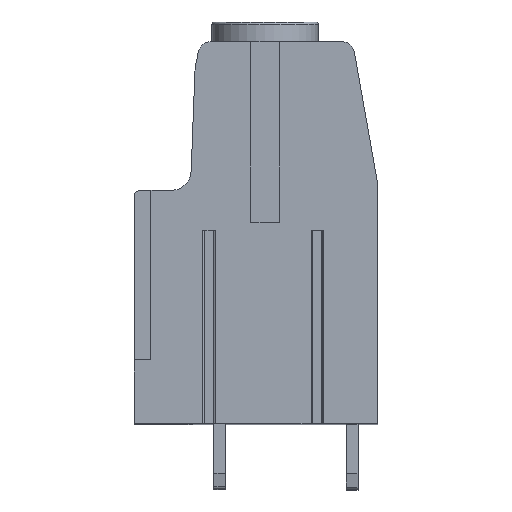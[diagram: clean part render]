
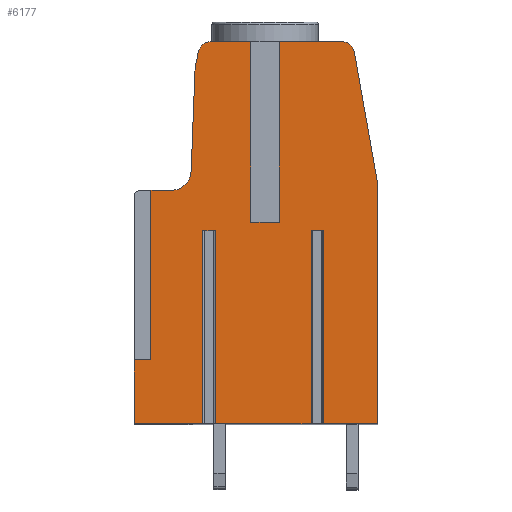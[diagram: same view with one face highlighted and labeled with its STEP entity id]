
A CAD part, top view. The second image highlights one B-rep face of the part: STEP entity #6177.
In plain terms, the highlighted planar face has unit normal (0, 0, 1).
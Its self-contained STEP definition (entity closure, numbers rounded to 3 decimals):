
#16=DIRECTION('',(0.,-1.,0.));
#17=VECTOR('',#16,13.85);
#18=CARTESIAN_POINT('',(1.8,13.9,43.18));
#19=LINE('',#18,#17);
#20=DIRECTION('',(-1.,0.,0.));
#21=VECTOR('',#20,4.762);
#22=CARTESIAN_POINT('',(6.562,13.9,43.18));
#23=LINE('',#22,#21);
#24=CARTESIAN_POINT('',(6.562,12.9,43.18));
#25=DIRECTION('',(0.,0.,1.));
#26=DIRECTION('',(0.985,0.174,0.));
#27=AXIS2_PLACEMENT_3D('',#24,#25,#26);
#29=DIRECTION('',(-0.174,0.985,0.));
#30=VECTOR('',#29,10.381);
#31=CARTESIAN_POINT('',(9.35,2.85,43.18));
#32=LINE('',#31,#30);
#33=DIRECTION('',(0.,1.,0.));
#34=VECTOR('',#33,18.25);
#35=CARTESIAN_POINT('',(9.35,-15.4,43.18));
#36=LINE('',#35,#34);
#37=DIRECTION('',(1.,0.,0.));
#38=VECTOR('',#37,4.173);
#39=CARTESIAN_POINT('',(5.177,-15.4,43.18));
#40=LINE('',#39,#38);
#41=DIRECTION('',(0.,-1.,0.));
#42=VECTOR('',#41,14.8);
#43=CARTESIAN_POINT('',(5.177,-0.6,43.18));
#44=LINE('',#43,#42);
#45=DIRECTION('',(-1.,0.,0.));
#46=VECTOR('',#45,0.955);
#47=CARTESIAN_POINT('',(5.177,-0.6,43.18));
#48=LINE('',#47,#46);
#49=DIRECTION('',(0.,-1.,0.));
#50=VECTOR('',#49,14.8);
#51=CARTESIAN_POINT('',(4.223,-0.6,43.18));
#52=LINE('',#51,#50);
#53=DIRECTION('',(1.,0.,0.));
#54=VECTOR('',#53,7.345);
#55=CARTESIAN_POINT('',(-3.123,-15.4,43.18));
#56=LINE('',#55,#54);
#57=DIRECTION('',(0.,-1.,0.));
#58=VECTOR('',#57,14.8);
#59=CARTESIAN_POINT('',(-3.123,-0.6,43.18));
#60=LINE('',#59,#58);
#61=DIRECTION('',(-1.,0.,0.));
#62=VECTOR('',#61,0.955);
#63=CARTESIAN_POINT('',(-3.123,-0.6,43.18));
#64=LINE('',#63,#62);
#65=DIRECTION('',(0.,-1.,0.));
#66=VECTOR('',#65,14.8);
#67=CARTESIAN_POINT('',(-4.077,-0.6,43.18));
#68=LINE('',#67,#66);
#69=DIRECTION('',(1.,0.,0.));
#70=VECTOR('',#69,5.273);
#71=CARTESIAN_POINT('',(-9.35,-15.4,43.18));
#72=LINE('',#71,#70);
#73=DIRECTION('',(0.,-1.,0.));
#74=VECTOR('',#73,4.9);
#75=CARTESIAN_POINT('',(-9.35,-10.5,43.18));
#76=LINE('',#75,#74);
#77=DIRECTION('',(1.,0.,0.));
#78=VECTOR('',#77,1.3);
#79=CARTESIAN_POINT('',(-9.35,-10.5,43.18));
#80=LINE('',#79,#78);
#81=DIRECTION('',(0.,1.,0.));
#82=VECTOR('',#81,13.);
#83=CARTESIAN_POINT('',(-8.05,-10.5,43.18));
#84=LINE('',#83,#82);
#85=DIRECTION('',(-1.,0.,0.));
#86=VECTOR('',#85,1.578);
#87=CARTESIAN_POINT('',(-6.472,2.5,43.18));
#88=LINE('',#87,#86);
#89=CARTESIAN_POINT('',(-6.472,4.,43.18));
#90=DIRECTION('',(0.,0.,-1.));
#91=DIRECTION('',(0.999,-0.038,0.));
#92=AXIS2_PLACEMENT_3D('',#89,#90,#91);
#94=DIRECTION('',(-0.038,-0.999,0.));
#95=VECTOR('',#94,7.704);
#96=CARTESIAN_POINT('',(-4.681,11.641,43.18));
#97=LINE('',#96,#95);
#98=CARTESIAN_POINT('',(-1.683,11.527,43.18));
#99=DIRECTION('',(0.,0.,1.));
#100=DIRECTION('',(-0.978,0.208,0.));
#101=AXIS2_PLACEMENT_3D('',#98,#99,#100);
#103=DIRECTION('',(-0.208,-0.978,0.));
#104=VECTOR('',#103,0.978);
#105=CARTESIAN_POINT('',(-4.414,13.108,43.18));
#106=LINE('',#105,#104);
#107=CARTESIAN_POINT('',(-3.436,12.9,43.18));
#108=DIRECTION('',(0.,0.,1.));
#109=DIRECTION('',(0.,1.,0.));
#110=AXIS2_PLACEMENT_3D('',#107,#108,#109);
#112=DIRECTION('',(-1.,0.,0.));
#113=VECTOR('',#112,3.036);
#114=CARTESIAN_POINT('',(-0.4,13.9,43.18));
#115=LINE('',#114,#113);
#116=DIRECTION('',(0.,-1.,0.));
#117=VECTOR('',#116,13.85);
#118=CARTESIAN_POINT('',(-0.4,13.9,43.18));
#119=LINE('',#118,#117);
#120=DIRECTION('',(1.,0.,0.));
#121=VECTOR('',#120,2.2);
#122=CARTESIAN_POINT('',(-0.4,0.05,43.18));
#123=LINE('',#122,#121);
#4738=CARTESIAN_POINT('',(9.35,-15.4,43.18));
#4739=CARTESIAN_POINT('',(9.35,2.85,43.18));
#4740=VERTEX_POINT('',#4738);
#4741=VERTEX_POINT('',#4739);
#4742=CARTESIAN_POINT('',(7.547,13.074,43.18));
#4743=VERTEX_POINT('',#4742);
#4744=CARTESIAN_POINT('',(6.562,13.9,43.18));
#4745=VERTEX_POINT('',#4744);
#4746=CARTESIAN_POINT('',(-3.436,13.9,43.18));
#4747=CARTESIAN_POINT('',(-4.414,13.108,43.18));
#4748=VERTEX_POINT('',#4746);
#4749=VERTEX_POINT('',#4747);
#4750=CARTESIAN_POINT('',(-4.617,12.151,43.18));
#4751=VERTEX_POINT('',#4750);
#4752=CARTESIAN_POINT('',(-4.681,11.641,43.18));
#4753=VERTEX_POINT('',#4752);
#4754=CARTESIAN_POINT('',(-4.973,3.943,43.18));
#4755=VERTEX_POINT('',#4754);
#4756=CARTESIAN_POINT('',(-6.472,2.5,43.18));
#4757=VERTEX_POINT('',#4756);
#4874=CARTESIAN_POINT('',(5.177,-15.4,43.18));
#4875=VERTEX_POINT('',#4874);
#4877=CARTESIAN_POINT('',(4.223,-15.4,43.18));
#4879=VERTEX_POINT('',#4877);
#4890=CARTESIAN_POINT('',(-3.123,-15.4,43.18));
#4891=VERTEX_POINT('',#4890);
#4893=CARTESIAN_POINT('',(-4.077,-15.4,43.18));
#4895=VERTEX_POINT('',#4893);
#4900=CARTESIAN_POINT('',(5.177,-0.6,43.18));
#4901=CARTESIAN_POINT('',(4.223,-0.6,43.18));
#4902=VERTEX_POINT('',#4900);
#4903=VERTEX_POINT('',#4901);
#4904=CARTESIAN_POINT('',(-3.123,-0.6,43.18));
#4905=CARTESIAN_POINT('',(-4.077,-0.6,43.18));
#4906=VERTEX_POINT('',#4904);
#4907=VERTEX_POINT('',#4905);
#4908=CARTESIAN_POINT('',(-9.35,-15.4,43.18));
#4909=VERTEX_POINT('',#4908);
#5130=CARTESIAN_POINT('',(-9.35,-10.5,43.18));
#5131=CARTESIAN_POINT('',(-8.05,-10.5,43.18));
#5132=VERTEX_POINT('',#5130);
#5133=VERTEX_POINT('',#5131);
#5134=CARTESIAN_POINT('',(-8.05,2.5,43.18));
#5135=VERTEX_POINT('',#5134);
#5286=CARTESIAN_POINT('',(1.8,13.9,43.18));
#5287=CARTESIAN_POINT('',(1.8,0.05,43.18));
#5288=VERTEX_POINT('',#5286);
#5289=VERTEX_POINT('',#5287);
#5290=CARTESIAN_POINT('',(-0.4,13.9,43.18));
#5291=CARTESIAN_POINT('',(-0.4,0.05,43.18));
#5292=VERTEX_POINT('',#5290);
#5293=VERTEX_POINT('',#5291);
#6118=CARTESIAN_POINT('',(0.,0.,43.18));
#6119=DIRECTION('',(0.,0.,1.));
#6120=DIRECTION('',(1.,0.,0.));
#6121=AXIS2_PLACEMENT_3D('',#6118,#6119,#6120);
#6122=PLANE('',#6121);
#6124=ORIENTED_EDGE('',*,*,#6123,.F.);
#6126=ORIENTED_EDGE('',*,*,#6125,.F.);
#6128=ORIENTED_EDGE('',*,*,#6127,.F.);
#6130=ORIENTED_EDGE('',*,*,#6129,.F.);
#6132=ORIENTED_EDGE('',*,*,#6131,.F.);
#6134=ORIENTED_EDGE('',*,*,#6133,.F.);
#6136=ORIENTED_EDGE('',*,*,#6135,.F.);
#6138=ORIENTED_EDGE('',*,*,#6137,.T.);
#6140=ORIENTED_EDGE('',*,*,#6139,.T.);
#6142=ORIENTED_EDGE('',*,*,#6141,.F.);
#6144=ORIENTED_EDGE('',*,*,#6143,.F.);
#6146=ORIENTED_EDGE('',*,*,#6145,.T.);
#6148=ORIENTED_EDGE('',*,*,#6147,.T.);
#6150=ORIENTED_EDGE('',*,*,#6149,.F.);
#6152=ORIENTED_EDGE('',*,*,#6151,.F.);
#6154=ORIENTED_EDGE('',*,*,#6153,.T.);
#6156=ORIENTED_EDGE('',*,*,#6155,.T.);
#6158=ORIENTED_EDGE('',*,*,#6157,.F.);
#6160=ORIENTED_EDGE('',*,*,#6159,.F.);
#6162=ORIENTED_EDGE('',*,*,#6161,.F.);
#6164=ORIENTED_EDGE('',*,*,#6163,.F.);
#6166=ORIENTED_EDGE('',*,*,#6165,.F.);
#6168=ORIENTED_EDGE('',*,*,#6167,.F.);
#6170=ORIENTED_EDGE('',*,*,#6169,.F.);
#6172=ORIENTED_EDGE('',*,*,#6171,.T.);
#6174=ORIENTED_EDGE('',*,*,#6173,.T.);
#6175=EDGE_LOOP('',(#6124,#6126,#6128,#6130,#6132,#6134,#6136,#6138,#6140,#6142,
#6144,#6146,#6148,#6150,#6152,#6154,#6156,#6158,#6160,#6162,#6164,#6166,#6168,
#6170,#6172,#6174));
#6176=FACE_OUTER_BOUND('',#6175,.F.);
#28=CIRCLE('',#27,1.);
#93=CIRCLE('',#92,1.5);
#102=CIRCLE('',#101,3.);
#111=CIRCLE('',#110,1.);
#6123=EDGE_CURVE('',#5288,#5289,#19,.T.);
#6125=EDGE_CURVE('',#4745,#5288,#23,.T.);
#6127=EDGE_CURVE('',#4743,#4745,#28,.T.);
#6129=EDGE_CURVE('',#4741,#4743,#32,.T.);
#6131=EDGE_CURVE('',#4740,#4741,#36,.T.);
#6133=EDGE_CURVE('',#4875,#4740,#40,.T.);
#6135=EDGE_CURVE('',#4902,#4875,#44,.T.);
#6137=EDGE_CURVE('',#4902,#4903,#48,.T.);
#6139=EDGE_CURVE('',#4903,#4879,#52,.T.);
#6141=EDGE_CURVE('',#4891,#4879,#56,.T.);
#6143=EDGE_CURVE('',#4906,#4891,#60,.T.);
#6145=EDGE_CURVE('',#4906,#4907,#64,.T.);
#6147=EDGE_CURVE('',#4907,#4895,#68,.T.);
#6149=EDGE_CURVE('',#4909,#4895,#72,.T.);
#6151=EDGE_CURVE('',#5132,#4909,#76,.T.);
#6153=EDGE_CURVE('',#5132,#5133,#80,.T.);
#6155=EDGE_CURVE('',#5133,#5135,#84,.T.);
#6157=EDGE_CURVE('',#4757,#5135,#88,.T.);
#6159=EDGE_CURVE('',#4755,#4757,#93,.T.);
#6161=EDGE_CURVE('',#4753,#4755,#97,.T.);
#6163=EDGE_CURVE('',#4751,#4753,#102,.T.);
#6165=EDGE_CURVE('',#4749,#4751,#106,.T.);
#6167=EDGE_CURVE('',#4748,#4749,#111,.T.);
#6169=EDGE_CURVE('',#5292,#4748,#115,.T.);
#6171=EDGE_CURVE('',#5292,#5293,#119,.T.);
#6173=EDGE_CURVE('',#5293,#5289,#123,.T.);
#6177=ADVANCED_FACE('',(#6176),#6122,.T.);
